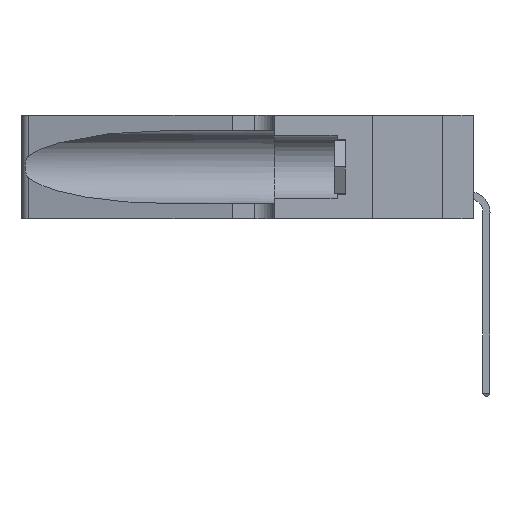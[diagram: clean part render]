
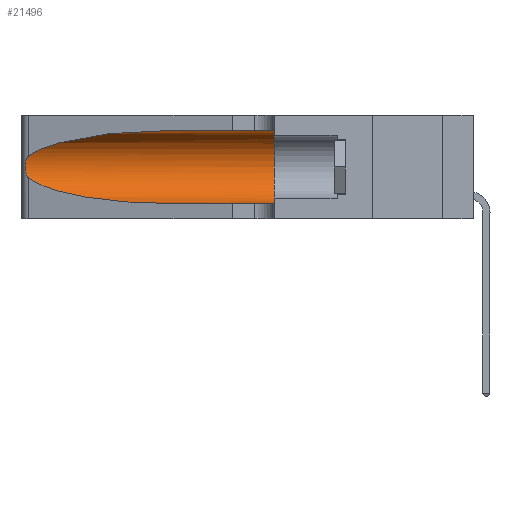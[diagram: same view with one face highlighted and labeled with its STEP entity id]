
A CAD part, left-side view. The second image highlights one B-rep face of the part: STEP entity #21496.
In plain terms, the highlighted cylindrical face has radius 3.308 mm (diameter 6.617 mm), a partial arc.
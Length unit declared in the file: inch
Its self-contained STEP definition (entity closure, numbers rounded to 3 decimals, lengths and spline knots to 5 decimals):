
#1091 = EDGE_CURVE ( 'NONE', #16187, #22509, #9561, .T. ) ;
#1206 = CARTESIAN_POINT ( 'NONE',  ( 0.2373, 1.15595, 0.08982 ) ) ;
#1327 = CARTESIAN_POINT ( 'NONE',  ( 0.25787, 1.23484, 0.2124 ) ) ;
#1557 = CARTESIAN_POINT ( 'NONE',  ( 0.1305, 0.35, 0.185 ) ) ;
#2906 = EDGE_CURVE ( 'NONE', #12125, #25279, #11300, .T. ) ;
#3128 = ORIENTED_EDGE ( 'NONE', *, *, #7335, .F. ) ;
#3869 = DIRECTION ( 'NONE',  ( 0., 1., 0. ) ) ;
#3875 = DIRECTION ( 'NONE',  ( 0., -1., 0. ) ) ;
#4922 = DIRECTION ( 'NONE',  ( 0., 0., -1. ) ) ;
#4924 = CARTESIAN_POINT ( 'NONE',  ( 0.18966, 0.96281, 0.31525 ) ) ;
#4930 = CARTESIAN_POINT ( 'NONE',  ( 0.1305, 0.72297, 0.05475 ) ) ;
#5304 = CARTESIAN_POINT ( 'NONE',  ( 0.1305, 0.72297, 0.05475 ) ) ;
#5401 = ORIENTED_EDGE ( 'NONE', *, *, #2906, .T. ) ;
#5545 = ORIENTED_EDGE ( 'NONE', *, *, #1091, .T. ) ;
#5666 = CARTESIAN_POINT ( 'NONE',  ( 0.1305, 1.61858, 0.05475 ) ) ;
#6804 = DIRECTION ( 'NONE',  ( 0., -1., 0. ) ) ;
#6893 = CARTESIAN_POINT ( 'NONE',  ( 0.1305, 1.61858, 0.185 ) ) ;
#7121 = ORIENTED_EDGE ( 'NONE', *, *, #22975, .T. ) ;
#7229 = CARTESIAN_POINT ( 'NONE',  ( 0.26018, 1.23835, 0.19895 ) ) ;
#7335 = EDGE_CURVE ( 'NONE', #11219, #20619, #9931, .T. ) ;
#7819 = CARTESIAN_POINT ( 'NONE',  ( 0.1305, 1.61858, 0.31525 ) ) ;
#7901 = DIRECTION ( 'NONE',  ( 0., 0., 1. ) ) ;
#8807 = CARTESIAN_POINT ( 'NONE',  ( 0.1305, 0.72297, 0.31525 ) ) ;
#9456 = CARTESIAN_POINT ( 'NONE',  ( 0.25789, 1.23486, 0.15765 ) ) ;
#9561 = B_SPLINE_CURVE_WITH_KNOTS ( 'NONE', 3,
 ( #13161, #11003, #14944, #1327, #19788, #7229, #25777, #11257, #17743, #19695, #9456, #18105, #20306, #22353 ),
 .UNSPECIFIED., .F., .F.,
 ( 4, 2, 2, 2, 2, 2, 4 ),
 ( 0., 0.00027, 0.00053, 0.00107, 0.0016, 0.00187, 0.00214 ),
 .UNSPECIFIED. ) ;
#9931 = LINE ( 'NONE', #7819, #24683 ) ;
#11003 = CARTESIAN_POINT ( 'NONE',  ( 0.25555, 1.22994, 0.2215 ) ) ;
#11219 = VERTEX_POINT ( 'NONE', #8807 ) ;
#11257 = CARTESIAN_POINT ( 'NONE',  ( 0.26075, 1.23896, 0.178 ) ) ;
#11300 = LINE ( 'NONE', #5666, #20904 ) ;
#11401 = CARTESIAN_POINT ( 'NONE',  ( 0.25487, 1.22718, 0.14631 ) ) ;
#11501 = CARTESIAN_POINT ( 'NONE',  ( 0.18966, 0.96281, 0.05475 ) ) ;
#12125 = VERTEX_POINT ( 'NONE', #4930 ) ;
#13161 = CARTESIAN_POINT ( 'NONE',  ( 0.25487, 1.22718, 0.22369 ) ) ;
#14944 = CARTESIAN_POINT ( 'NONE',  ( 0.25639, 1.23184, 0.21858 ) ) ;
#15228 = CARTESIAN_POINT ( 'NONE',  ( 0.25487, 1.22718, 0.22369 ) ) ;
#15777 = EDGE_CURVE ( 'NONE', #20619, #25279, #24082, .T. ) ;
#16187 = VERTEX_POINT ( 'NONE', #21256 ) ;
#16795 = ORIENTED_EDGE ( 'NONE', *, *, #23680, .T. ) ;
#17072 = AXIS2_PLACEMENT_3D ( 'NONE', #6893, #6804, #4922 ) ;
#17153 = CARTESIAN_POINT ( 'NONE',  ( 0.25487, 1.22718, 0.14631 ) ) ;
#17743 = CARTESIAN_POINT ( 'NONE',  ( 0.26017, 1.23833, 0.17102 ) ) ;
#18083 = CARTESIAN_POINT ( 'NONE',  ( 0.1305, 0.35, 0.05475 ) ) ;
#18105 = CARTESIAN_POINT ( 'NONE',  ( 0.25639, 1.23186, 0.15144 ) ) ;
#18154 = DIRECTION ( 'NONE',  ( 0., -1., 0. ) ) ;
#18444 = ORIENTED_EDGE ( 'NONE', *, *, #15777, .F. ) ;
#19092 =( BOUNDED_CURVE ( )  B_SPLINE_CURVE ( 3, ( #21405, #4924, #21224, #15228 ),
 .UNSPECIFIED., .F., .F. ) 
 B_SPLINE_CURVE_WITH_KNOTS ( ( 4, 4 ),
 ( 1.5708, 2.84003 ),
 .UNSPECIFIED. ) 
 CURVE ( )  GEOMETRIC_REPRESENTATION_ITEM ( )  RATIONAL_B_SPLINE_CURVE ( ( 1., 0.87, 0.87, 1. ) ) 
 REPRESENTATION_ITEM ( '' )  );
#19695 = CARTESIAN_POINT ( 'NONE',  ( 0.25856, 1.23593, 0.16098 ) ) ;
#19788 = CARTESIAN_POINT ( 'NONE',  ( 0.25854, 1.2359, 0.20912 ) ) ;
#20306 = CARTESIAN_POINT ( 'NONE',  ( 0.25555, 1.22993, 0.14849 ) ) ;
#20619 = VERTEX_POINT ( 'NONE', #21485 ) ;
#20743 =( BOUNDED_CURVE ( )  B_SPLINE_CURVE ( 3, ( #11401, #1206, #11501, #5304 ),
 .UNSPECIFIED., .F., .F. ) 
 B_SPLINE_CURVE_WITH_KNOTS ( ( 4, 4 ),
 ( 3.44316, 4.71239 ),
 .UNSPECIFIED. ) 
 CURVE ( )  GEOMETRIC_REPRESENTATION_ITEM ( )  RATIONAL_B_SPLINE_CURVE ( ( 1., 0.87, 0.87, 1. ) ) 
 REPRESENTATION_ITEM ( '' )  );
#20904 = VECTOR ( 'NONE', #18154, 39.37008 ) ;
#21224 = CARTESIAN_POINT ( 'NONE',  ( 0.2373, 1.15595, 0.28018 ) ) ;
#21256 = CARTESIAN_POINT ( 'NONE',  ( 0.25487, 1.22718, 0.22369 ) ) ;
#21405 = CARTESIAN_POINT ( 'NONE',  ( 0.1305, 0.72297, 0.31525 ) ) ;
#21485 = CARTESIAN_POINT ( 'NONE',  ( 0.1305, 0.35, 0.31525 ) ) ;
#21496 = ADVANCED_FACE ( 'NONE', ( #22799 ), #23785, .F. ) ;
#22217 = AXIS2_PLACEMENT_3D ( 'NONE', #1557, #3869, #7901 ) ;
#22265 = EDGE_LOOP ( 'NONE', ( #7121, #5545, #16795, #5401, #18444, #3128 ) ) ;
#22353 = CARTESIAN_POINT ( 'NONE',  ( 0.25487, 1.22718, 0.14631 ) ) ;
#22509 = VERTEX_POINT ( 'NONE', #17153 ) ;
#22799 = FACE_OUTER_BOUND ( 'NONE', #22265, .T. ) ;
#22975 = EDGE_CURVE ( 'NONE', #11219, #16187, #19092, .T. ) ;
#23680 = EDGE_CURVE ( 'NONE', #22509, #12125, #20743, .T. ) ;
#23785 = CYLINDRICAL_SURFACE ( 'NONE', #17072, 0.13025 ) ;
#24082 = CIRCLE ( 'NONE', #22217, 0.13025 ) ;
#24683 = VECTOR ( 'NONE', #3875, 39.37008 ) ;
#25279 = VERTEX_POINT ( 'NONE', #18083 ) ;
#25777 = CARTESIAN_POINT ( 'NONE',  ( 0.26075, 1.23896, 0.19203 ) ) ;
